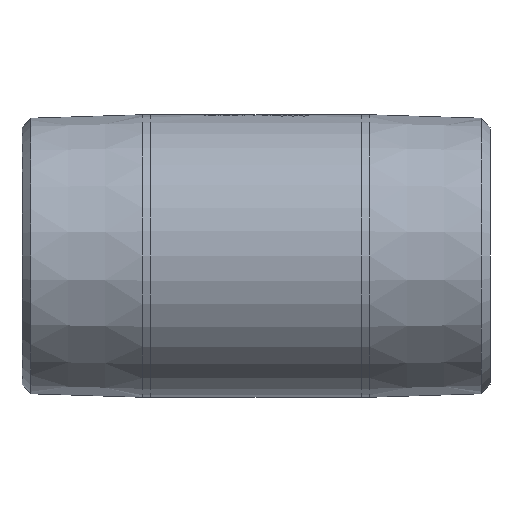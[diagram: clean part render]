
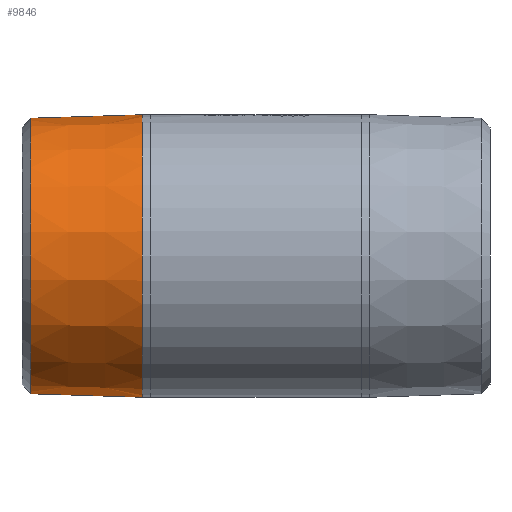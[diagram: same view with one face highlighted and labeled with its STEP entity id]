
A CAD part, front view. The second image highlights one B-rep face of the part: STEP entity #9846.
In plain terms, the highlighted conical face has half-angle 1.79 degrees and reference radius 23.9 mm.
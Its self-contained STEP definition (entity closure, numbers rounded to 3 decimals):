
#24 = DIRECTION ( 'NONE',  ( 0., 0., -1. ) ) ;
#104 = DIRECTION ( 'NONE',  ( 0., 0., 1. ) ) ;
#427 = ORIENTED_EDGE ( 'NONE', *, *, #2086, .F. ) ;
#872 = VERTEX_POINT ( 'NONE', #11869 ) ;
#1267 = DIRECTION ( 'NONE',  ( 1., 0., 0.031 ) ) ;
#1415 = AXIS2_PLACEMENT_3D ( 'NONE', #7064, #2817, #24 ) ;
#2086 = EDGE_CURVE ( 'NONE', #8592, #11085, #9506, .T. ) ;
#2483 = DIRECTION ( 'NONE',  ( -1., 0., 0. ) ) ;
#2817 = DIRECTION ( 'NONE',  ( 1., 0., 0. ) ) ;
#3012 = CARTESIAN_POINT ( 'NONE',  ( -19.46, 0., 24.145 ) ) ;
#3277 = EDGE_CURVE ( 'NONE', #8592, #872, #10587, .T. ) ;
#3792 = AXIS2_PLACEMENT_3D ( 'NONE', #4192, #11008, #104 ) ;
#4192 = CARTESIAN_POINT ( 'NONE',  ( -38.472, 0., 0. ) ) ;
#5176 = CARTESIAN_POINT ( 'NONE',  ( -19.46, 0., 0. ) ) ;
#5536 = CONICAL_SURFACE ( 'NONE', #1415, 23.9, 0.031 ) ;
#6101 = CIRCLE ( 'NONE', #17909, 24.145 ) ;
#6158 = CARTESIAN_POINT ( 'NONE',  ( -38.472, 0., 23.551 ) ) ;
#6470 = CARTESIAN_POINT ( 'NONE',  ( -38.472, 0., -23.551 ) ) ;
#7064 = CARTESIAN_POINT ( 'NONE',  ( -27.3, 0., 0. ) ) ;
#8245 = ORIENTED_EDGE ( 'NONE', *, *, #12817, .T. ) ;
#8592 = VERTEX_POINT ( 'NONE', #6470 ) ;
#9274 = CARTESIAN_POINT ( 'NONE',  ( -27.3, 0., -23.9 ) ) ;
#9377 = DIRECTION ( 'NONE',  ( 0., 0., 1. ) ) ;
#9506 = CIRCLE ( 'NONE', #3792, 23.551 ) ;
#9846 = ADVANCED_FACE ( 'NONE', ( #10257 ), #5536, .T. ) ;
#10106 = VERTEX_POINT ( 'NONE', #3012 ) ;
#10257 = FACE_OUTER_BOUND ( 'NONE', #11640, .T. ) ;
#10587 = LINE ( 'NONE', #9274, #14032 ) ;
#10795 = VECTOR ( 'NONE', #1267, 1000. ) ;
#11008 = DIRECTION ( 'NONE',  ( -1., 0., 0. ) ) ;
#11085 = VERTEX_POINT ( 'NONE', #6158 ) ;
#11257 = ORIENTED_EDGE ( 'NONE', *, *, #3277, .T. ) ;
#11640 = EDGE_LOOP ( 'NONE', ( #12366, #427, #11257, #8245 ) ) ;
#11846 = DIRECTION ( 'NONE',  ( 1., 0., -0.031 ) ) ;
#11869 = CARTESIAN_POINT ( 'NONE',  ( -19.46, 0., -24.145 ) ) ;
#12366 = ORIENTED_EDGE ( 'NONE', *, *, #16306, .F. ) ;
#12817 = EDGE_CURVE ( 'NONE', #872, #10106, #6101, .T. ) ;
#14032 = VECTOR ( 'NONE', #11846, 1000. ) ;
#15006 = CARTESIAN_POINT ( 'NONE',  ( -27.3, 0., 23.9 ) ) ;
#16306 = EDGE_CURVE ( 'NONE', #11085, #10106, #16845, .T. ) ;
#16845 = LINE ( 'NONE', #15006, #10795 ) ;
#17909 = AXIS2_PLACEMENT_3D ( 'NONE', #5176, #2483, #9377 ) ;
